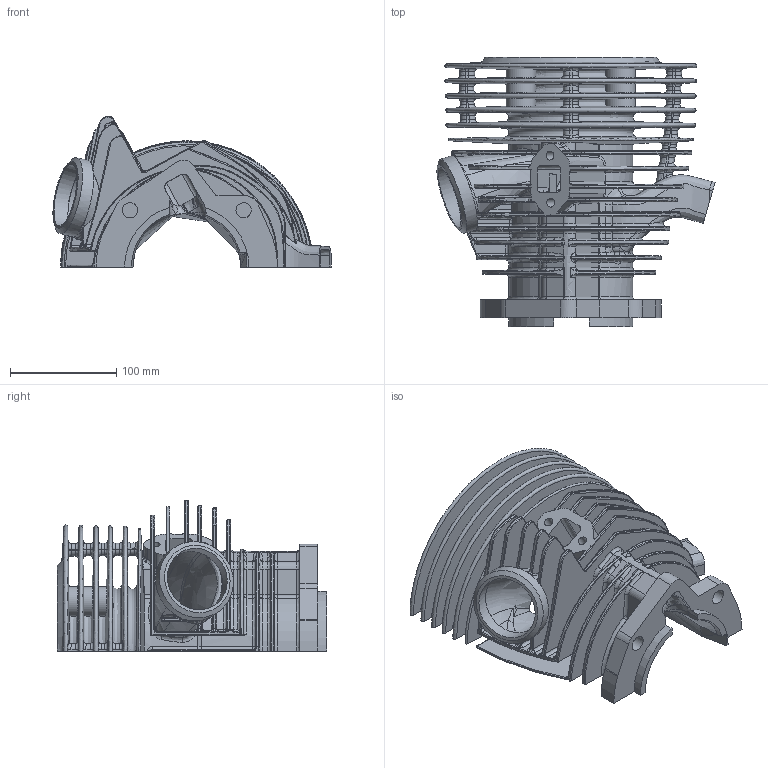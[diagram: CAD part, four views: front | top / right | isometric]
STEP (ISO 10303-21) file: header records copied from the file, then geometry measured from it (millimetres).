
FILE_DESCRIPTION(('FreeCAD Model'),'2;1');
FILE_NAME('Open CASCADE Shape Model','2025-05-04T02:52:17',('FreeCAD'),( 'FreeCAD'),'Open CASCADE STEP processor 7.6','FreeCAD','Unknown');
FILE_SCHEMA(('AUTOMOTIVE_DESIGN { 1 0 10303 214 1 1 1 1 }'));
Products named in the file (1): Open CASCADE STEP translator 7.6 1
Bounding box: 261.31 x 252.94 x 141.54 mm (x, y, z)
Volume: 1471978.4 mm3; surface area: 526643.2 mm2
Topology: 1 solids, 2 shells, 1320 faces, 5181 edges, 5561 vertices
Faces by surface type: bspline 1320
Entity records: 79363 total; most frequent: CARTESIAN_POINT 55349, ORIENTED_EDGE 6790, EDGE_CURVE 3395, B_SPLINE_CURVE_WITH_KNOTS 3360, VERTEX_POINT 2046, GEOMETRIC_CURVE_SET 1774, TRIMMED_CURVE 1774, FACE_BOUND 1359
